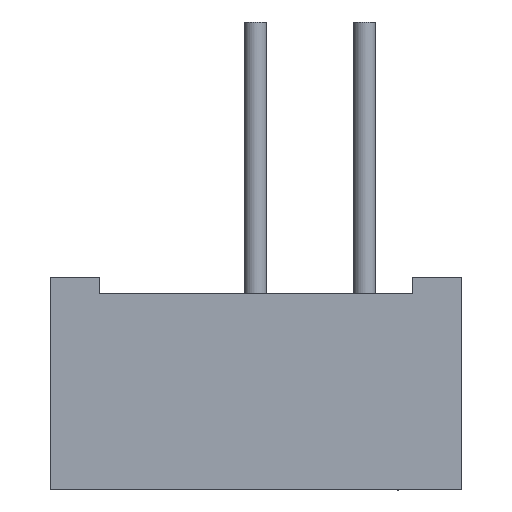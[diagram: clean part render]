
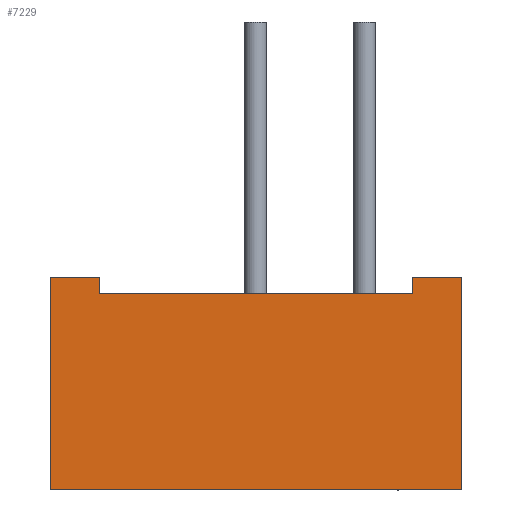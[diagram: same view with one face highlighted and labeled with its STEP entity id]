
A CAD part, front view. The second image highlights one B-rep face of the part: STEP entity #7229.
In plain terms, the highlighted planar face has unit normal (0, -1, 0).
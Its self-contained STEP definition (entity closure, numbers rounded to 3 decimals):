
#163 = VECTOR ( 'NONE', #3220, 1000. ) ;
#397 = CARTESIAN_POINT ( 'NONE',  ( 1.143, 0., 4.953 ) ) ;
#411 = CARTESIAN_POINT ( 'NONE',  ( 4.788, 0., 0. ) ) ;
#441 = LINE ( 'NONE', #5143, #5288 ) ;
#448 = LINE ( 'NONE', #397, #535 ) ;
#458 = VECTOR ( 'NONE', #6142, 1000. ) ;
#492 = EDGE_CURVE ( 'NONE', #8026, #6201, #3746, .T. ) ;
#535 = VECTOR ( 'NONE', #4227, 1000. ) ;
#652 = CARTESIAN_POINT ( 'NONE',  ( 0., 0., 4.953 ) ) ;
#953 = LINE ( 'NONE', #7437, #2954 ) ;
#1025 = AXIS2_PLACEMENT_3D ( 'NONE', #3071, #8221, #7517 ) ;
#1164 = ORIENTED_EDGE ( 'NONE', *, *, #6567, .T. ) ;
#1289 = CARTESIAN_POINT ( 'NONE',  ( 9.576, 0., 0. ) ) ;
#1479 = VECTOR ( 'NONE', #8042, 1000. ) ;
#1491 = EDGE_CURVE ( 'NONE', #6199, #1752, #3198, .T. ) ;
#1634 = EDGE_LOOP ( 'NONE', ( #7101, #2340, #5993, #1164, #7759, #2451, #6406, #8082 ) ) ;
#1752 = VERTEX_POINT ( 'NONE', #2054 ) ;
#1836 = PLANE ( 'NONE',  #1025 ) ;
#2054 = CARTESIAN_POINT ( 'NONE',  ( 9.576, 0., 4.953 ) ) ;
#2130 = VECTOR ( 'NONE', #5157, 1000. ) ;
#2340 = ORIENTED_EDGE ( 'NONE', *, *, #1491, .F. ) ;
#2451 = ORIENTED_EDGE ( 'NONE', *, *, #7163, .F. ) ;
#2832 = CARTESIAN_POINT ( 'NONE',  ( 4.788, 0., 4.572 ) ) ;
#2954 = VECTOR ( 'NONE', #6252, 1000. ) ;
#3037 = CARTESIAN_POINT ( 'NONE',  ( 9.576, 0., 0. ) ) ;
#3071 = CARTESIAN_POINT ( 'NONE',  ( -0.192, 0., -0.099 ) ) ;
#3198 = LINE ( 'NONE', #5099, #2130 ) ;
#3220 = DIRECTION ( 'NONE',  ( 0., 0., -1. ) ) ;
#3306 = EDGE_CURVE ( 'NONE', #1752, #6201, #6423, .T. ) ;
#3323 = EDGE_CURVE ( 'NONE', #4214, #8026, #3911, .T. ) ;
#3746 = LINE ( 'NONE', #411, #1479 ) ;
#3766 = VERTEX_POINT ( 'NONE', #6255 ) ;
#3905 = CARTESIAN_POINT ( 'NONE',  ( 0., 0., 0. ) ) ;
#3911 = LINE ( 'NONE', #4559, #458 ) ;
#4214 = VERTEX_POINT ( 'NONE', #652 ) ;
#4227 = DIRECTION ( 'NONE',  ( 0., 0., -1. ) ) ;
#4559 = CARTESIAN_POINT ( 'NONE',  ( 0., 0., 2.477 ) ) ;
#4999 = VECTOR ( 'NONE', #6033, 1000. ) ;
#5099 = CARTESIAN_POINT ( 'NONE',  ( 9.576, 0., 4.953 ) ) ;
#5143 = CARTESIAN_POINT ( 'NONE',  ( 8.433, 0., 4.953 ) ) ;
#5157 = DIRECTION ( 'NONE',  ( 1., 0., 0. ) ) ;
#5288 = VECTOR ( 'NONE', #6497, 1000. ) ;
#5461 = VERTEX_POINT ( 'NONE', #5560 ) ;
#5560 = CARTESIAN_POINT ( 'NONE',  ( 8.433, 0., 4.572 ) ) ;
#5627 = CARTESIAN_POINT ( 'NONE',  ( 8.433, 0., 4.953 ) ) ;
#5993 = ORIENTED_EDGE ( 'NONE', *, *, #7512, .T. ) ;
#6033 = DIRECTION ( 'NONE',  ( -1., 0., 0. ) ) ;
#6142 = DIRECTION ( 'NONE',  ( 0., 0., -1. ) ) ;
#6199 = VERTEX_POINT ( 'NONE', #5627 ) ;
#6201 = VERTEX_POINT ( 'NONE', #3037 ) ;
#6252 = DIRECTION ( 'NONE',  ( 1., 0., 0. ) ) ;
#6255 = CARTESIAN_POINT ( 'NONE',  ( 1.143, 0., 4.572 ) ) ;
#6355 = CARTESIAN_POINT ( 'NONE',  ( 1.143, 0., 4.953 ) ) ;
#6406 = ORIENTED_EDGE ( 'NONE', *, *, #3323, .T. ) ;
#6423 = LINE ( 'NONE', #1289, #163 ) ;
#6497 = DIRECTION ( 'NONE',  ( 0., 0., -1. ) ) ;
#6535 = LINE ( 'NONE', #2832, #4999 ) ;
#6567 = EDGE_CURVE ( 'NONE', #5461, #3766, #6535, .T. ) ;
#6695 = VERTEX_POINT ( 'NONE', #6355 ) ;
#6994 = EDGE_CURVE ( 'NONE', #6695, #3766, #448, .T. ) ;
#7101 = ORIENTED_EDGE ( 'NONE', *, *, #3306, .F. ) ;
#7163 = EDGE_CURVE ( 'NONE', #4214, #6695, #953, .T. ) ;
#7229 = ADVANCED_FACE ( 'NONE', ( #7843 ), #1836, .T. ) ;
#7437 = CARTESIAN_POINT ( 'NONE',  ( 1.143, 0., 4.953 ) ) ;
#7512 = EDGE_CURVE ( 'NONE', #6199, #5461, #441, .T. ) ;
#7517 = DIRECTION ( 'NONE',  ( 1., 0., 0. ) ) ;
#7759 = ORIENTED_EDGE ( 'NONE', *, *, #6994, .F. ) ;
#7843 = FACE_OUTER_BOUND ( 'NONE', #1634, .T. ) ;
#8026 = VERTEX_POINT ( 'NONE', #3905 ) ;
#8042 = DIRECTION ( 'NONE',  ( 1., 0., 0. ) ) ;
#8082 = ORIENTED_EDGE ( 'NONE', *, *, #492, .T. ) ;
#8221 = DIRECTION ( 'NONE',  ( 0., -1., 0. ) ) ;
